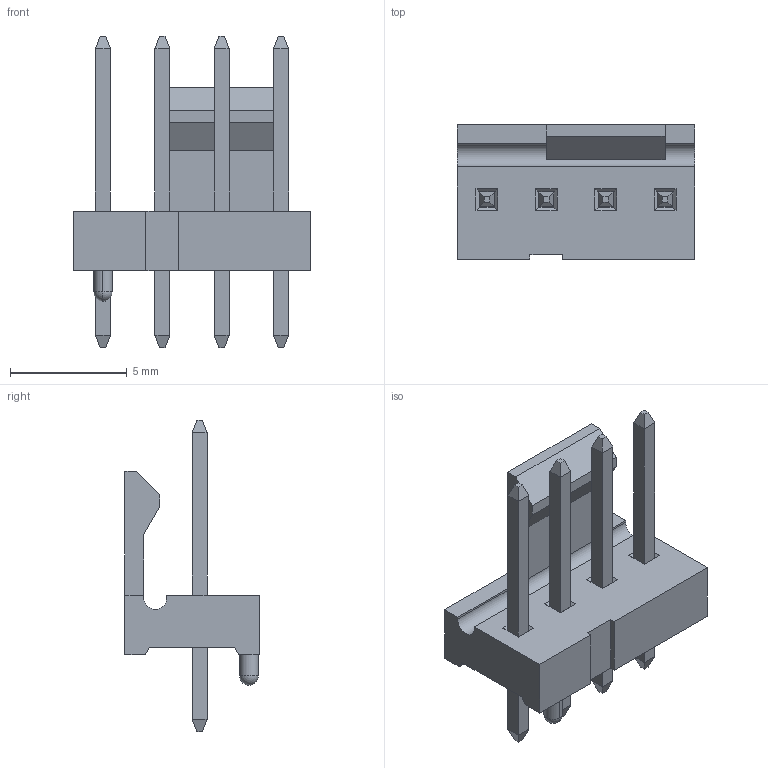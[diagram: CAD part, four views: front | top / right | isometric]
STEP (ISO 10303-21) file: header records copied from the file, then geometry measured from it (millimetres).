
FILE_DESCRIPTION (( 'STEP AP214' ), '1' );
FILE_NAME ('CONN-TH_4P-P2.54-V-M_744-81-04TXXX.step', '2022-07-29T17:18:53', ( '' ), ( '' ), 'SwSTEP 2.0', 'SolidWorks 2020', '' );
FILE_SCHEMA (( 'AUTOMOTIVE_DESIGN' ));
Length unit declared in the file: millimetre
Products named in the file (1): CONN-TH_4P-P2.54-V-M_744-81-04TXXX
Bounding box: 10.16 x 5.75 x 13.35 mm (x, y, z)
Volume: 175.9 mm3; surface area: 429 mm2
Topology: 18 solids, 18 shells, 348 faces, 888 edges, 575 vertices
Faces by surface type: plane 245, bspline 98, cylinder 3, sphere 2
Entity records: 14871 total; most frequent: CARTESIAN_POINT 3112, ORIENTED_EDGE 1768, DIRECTION 1194, EDGE_CURVE 884, VECTOR 676, LINE 676, VERTEX_POINT 573, EDGE_LOOP 369
